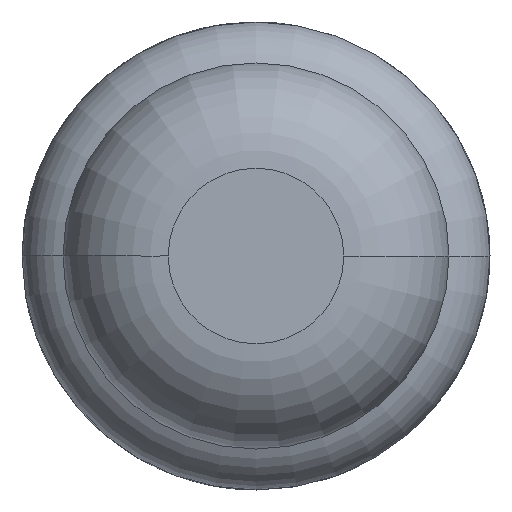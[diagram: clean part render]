
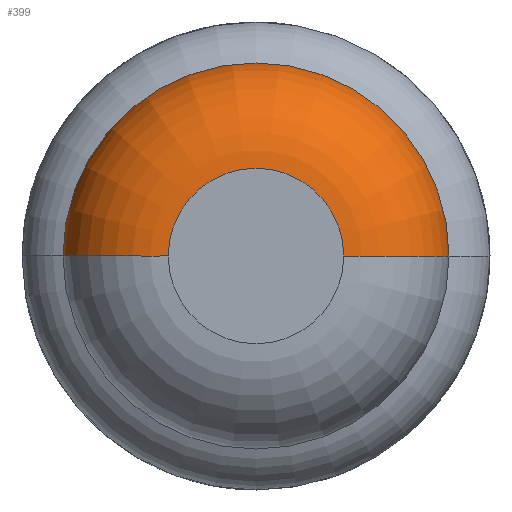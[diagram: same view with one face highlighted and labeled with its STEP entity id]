
A CAD part, front view. The second image highlights one B-rep face of the part: STEP entity #399.
In plain terms, the highlighted toroidal (fillet/blend) face has major radius 0.375 mm and minor radius 0.45 mm.
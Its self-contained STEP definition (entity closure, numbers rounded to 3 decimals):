
#17 = VERTEX_POINT ( 'NONE', #2997 ) ;
#27 = DIRECTION ( 'NONE',  ( 1., 0., 0. ) ) ;
#260 = CARTESIAN_POINT ( 'NONE',  ( 0., -32., 0. ) ) ;
#320 = ORIENTED_EDGE ( 'NONE', *, *, #3459, .T. ) ;
#399 = ADVANCED_FACE ( 'Defeature ausgef�hrt1_7', ( #2964 ), #4349, .T. ) ;
#431 = EDGE_CURVE ( 'NONE', #1164, #4284, #1331, .T. ) ;
#801 = DIRECTION ( 'NONE',  ( -1., 0., 0. ) ) ;
#1072 = CARTESIAN_POINT ( 'NONE',  ( 0., -31.55, 0. ) ) ;
#1164 = VERTEX_POINT ( 'NONE', #1676 ) ;
#1328 = CIRCLE ( 'NONE', #4189, 0.375 ) ;
#1331 = CIRCLE ( 'NONE', #4167, 0.45 ) ;
#1333 = CIRCLE ( 'NONE', #2511, 0.825 ) ;
#1457 = CARTESIAN_POINT ( 'NONE',  ( -0.375, -31.55, 0. ) ) ;
#1654 = VERTEX_POINT ( 'NONE', #4352 ) ;
#1676 = CARTESIAN_POINT ( 'NONE',  ( -0.825, -31.55, 0. ) ) ;
#1743 = AXIS2_PLACEMENT_3D ( 'NONE', #1072, #1813, #27 ) ;
#1813 = DIRECTION ( 'NONE',  ( 0., -1., 0. ) ) ;
#2488 = CIRCLE ( 'NONE', #3871, 0.45 ) ;
#2511 = AXIS2_PLACEMENT_3D ( 'NONE', #2874, #2567, #3626 ) ;
#2567 = DIRECTION ( 'NONE',  ( 0., -1., 0. ) ) ;
#2581 = EDGE_CURVE ( 'Defeature ausgef�hrt1_6+Defeature ausgef�hrt1_7+Defeature ausgef�hrt1_7+Defeature ausgef�hrt1_7', #1654, #4284, #1328, .T. ) ;
#2874 = CARTESIAN_POINT ( 'NONE',  ( 0., -31.55, 0. ) ) ;
#2964 = FACE_OUTER_BOUND ( 'NONE', #4065, .T. ) ;
#2997 = CARTESIAN_POINT ( 'NONE',  ( 0.825, -31.55, 0. ) ) ;
#3125 = ORIENTED_EDGE ( 'NONE', *, *, #2581, .F. ) ;
#3204 = DIRECTION ( 'NONE',  ( 0., 0., 1. ) ) ;
#3303 = EDGE_CURVE ( 'NONE', #17, #1654, #2488, .T. ) ;
#3373 = ORIENTED_EDGE ( 'NONE', *, *, #3303, .F. ) ;
#3459 = EDGE_CURVE ( 'Defeature ausgef�hrt1_7+Defeature ausgef�hrt1_8+Defeature ausgef�hrt1_8+Defeature ausgef�hrt1_8', #17, #1164, #1333, .T. ) ;
#3617 = ORIENTED_EDGE ( 'NONE', *, *, #431, .T. ) ;
#3622 = CARTESIAN_POINT ( 'NONE',  ( 0.375, -31.55, 0. ) ) ;
#3626 = DIRECTION ( 'NONE',  ( 1., 0., 0. ) ) ;
#3780 = DIRECTION ( 'NONE',  ( 1., 0., 0. ) ) ;
#3871 = AXIS2_PLACEMENT_3D ( 'NONE', #3622, #3939, #801 ) ;
#3914 = DIRECTION ( 'NONE',  ( 1., 0., 0. ) ) ;
#3939 = DIRECTION ( 'NONE',  ( 0., 0., -1. ) ) ;
#4065 = EDGE_LOOP ( 'NONE', ( #320, #3617, #3125, #3373 ) ) ;
#4167 = AXIS2_PLACEMENT_3D ( 'NONE', #1457, #3204, #3914 ) ;
#4170 = DIRECTION ( 'NONE',  ( 0., -1., 0. ) ) ;
#4189 = AXIS2_PLACEMENT_3D ( 'NONE', #260, #4170, #3780 ) ;
#4284 = VERTEX_POINT ( 'NONE', #4309 ) ;
#4309 = CARTESIAN_POINT ( 'NONE',  ( -0.375, -32., 0. ) ) ;
#4349 = TOROIDAL_SURFACE ( 'NONE', #1743, 0.375, 0.45 ) ;
#4352 = CARTESIAN_POINT ( 'NONE',  ( 0.375, -32., 0. ) ) ;
